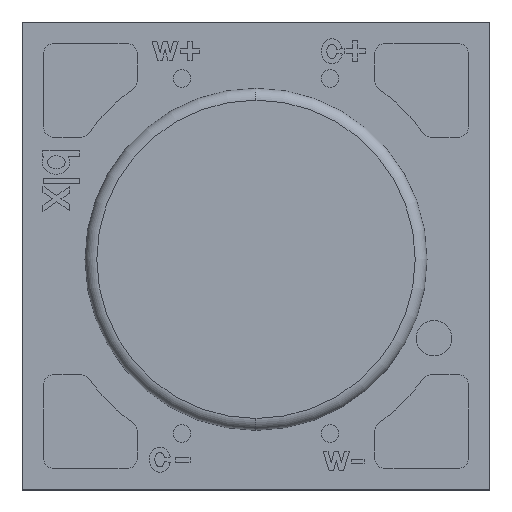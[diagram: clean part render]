
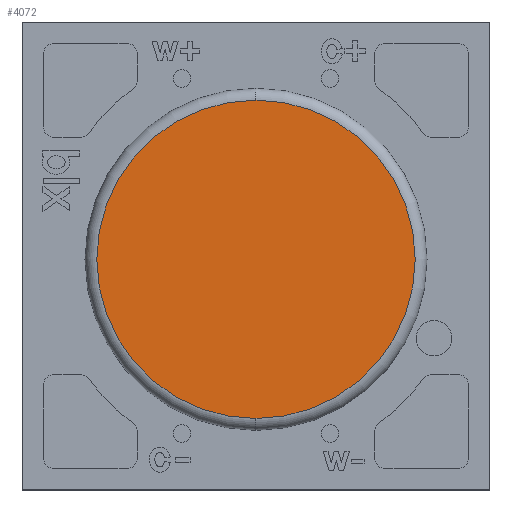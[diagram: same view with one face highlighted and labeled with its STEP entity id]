
A CAD part, top view. The second image highlights one B-rep face of the part: STEP entity #4072.
In plain terms, the highlighted face is planar.
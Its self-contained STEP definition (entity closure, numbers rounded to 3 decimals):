
#574 = CARTESIAN_POINT ( 'NONE',  ( 1.046, 0.768, 0. ) ) ;
#862 = EDGE_CURVE ( 'NONE', #6494, #9264, #19994, .T. ) ;
#1396 = EDGE_CURVE ( 'NONE', #9264, #6494, #3422, .T. ) ;
#2223 = AXIS2_PLACEMENT_3D ( 'NONE', #574, #14725, #14443 ) ;
#2754 = DIRECTION ( 'NONE',  ( 0., -1., 0. ) ) ;
#3220 = CARTESIAN_POINT ( 'NONE',  ( -4.329, 0.768, 0. ) ) ;
#3422 = CIRCLE ( 'NONE', #12929, 5.375 ) ;
#4072 = ADVANCED_FACE ( 'NONE', ( #13583 ), #9359, .T. ) ;
#4360 = AXIS2_PLACEMENT_3D ( 'NONE', #3220, #15705, #6322 ) ;
#6322 = DIRECTION ( 'NONE',  ( 0., 0., 1. ) ) ;
#6494 = VERTEX_POINT ( 'NONE', #10594 ) ;
#8640 = ORIENTED_EDGE ( 'NONE', *, *, #862, .F. ) ;
#9264 = VERTEX_POINT ( 'NONE', #14521 ) ;
#9359 = PLANE ( 'NONE',  #4360 ) ;
#10594 = CARTESIAN_POINT ( 'NONE',  ( 1.046, 0.768, -5.375 ) ) ;
#12077 = CARTESIAN_POINT ( 'NONE',  ( 1.046, 0.768, 0. ) ) ;
#12929 = AXIS2_PLACEMENT_3D ( 'NONE', #12077, #2754, #13634 ) ;
#13583 = FACE_OUTER_BOUND ( 'NONE', #18356, .T. ) ;
#13634 = DIRECTION ( 'NONE',  ( 0., 0., -1. ) ) ;
#13761 = ORIENTED_EDGE ( 'NONE', *, *, #1396, .F. ) ;
#14443 = DIRECTION ( 'NONE',  ( 0., 0., -1. ) ) ;
#14521 = CARTESIAN_POINT ( 'NONE',  ( 1.046, 0.768, 5.375 ) ) ;
#14725 = DIRECTION ( 'NONE',  ( 0., -1., 0. ) ) ;
#15705 = DIRECTION ( 'NONE',  ( 0., 1., 0. ) ) ;
#18356 = EDGE_LOOP ( 'NONE', ( #8640, #13761 ) ) ;
#19994 = CIRCLE ( 'NONE', #2223, 5.375 ) ;
